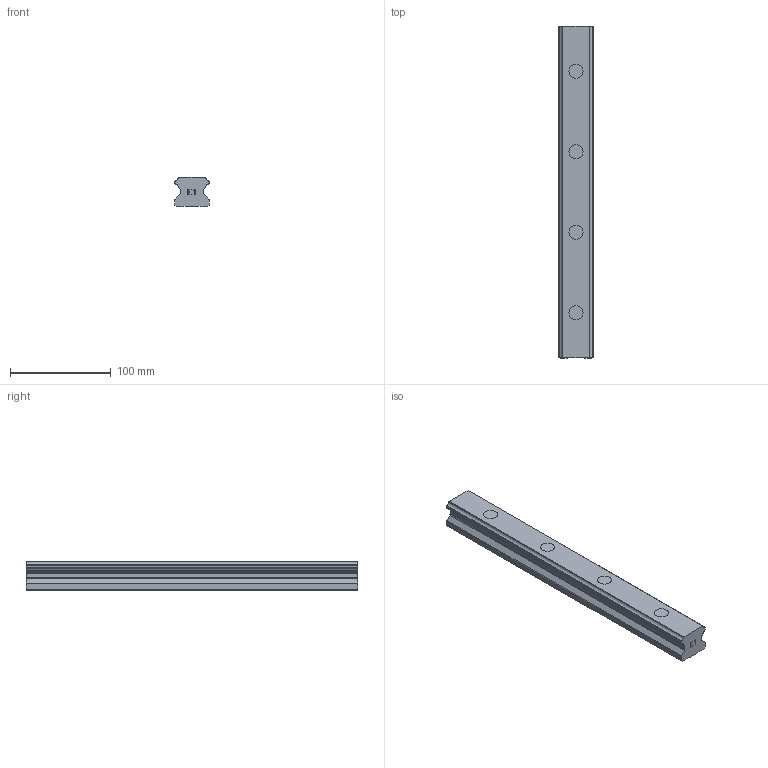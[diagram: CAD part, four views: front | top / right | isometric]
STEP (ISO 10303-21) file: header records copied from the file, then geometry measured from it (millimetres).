
FILE_DESCRIPTION(('STEP AP214'),'1');
FILE_NAME('cctmp_D614E1C0-8DA4-482A-B064-C2996761153A_2020_7_6_15_9_10_687..stp','2020-07-06T13:09:10',('HIWIN GmbH'),('CADClick - www.CADClick.com'),'Spatial InterOp 3D',' ','unknown authorization');
FILE_SCHEMA(('AUTOMOTIVE_DESIGN'));
Length unit declared in the file: millimetre
Products named in the file (1): HGR35R330H_FILE
Bounding box: 34 x 330 x 29 mm (x, y, z)
Volume: 270014.4 mm3; surface area: 49164.9 mm2
Topology: 1 solids, 1 shells, 151 faces, 399 edges, 266 vertices
Faces by surface type: plane 105, cylinder 46
Entity records: 5897 total; most frequent: CARTESIAN_POINT 817, ORIENTED_EDGE 798, DIRECTION 795, EDGE_CURVE 399, LINE 307, VECTOR 307, VERTEX_POINT 266, AXIS2_PLACEMENT_3D 244
